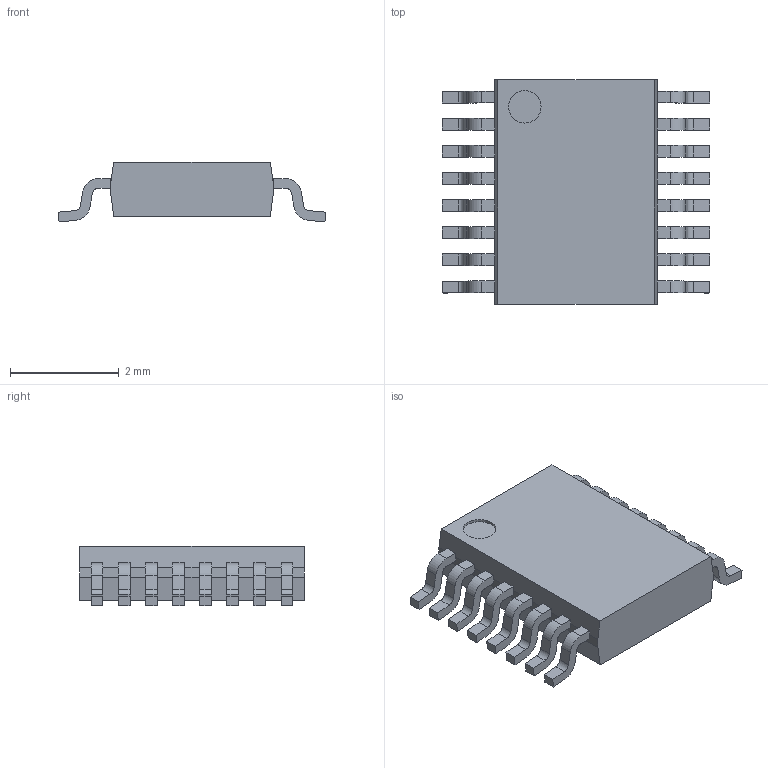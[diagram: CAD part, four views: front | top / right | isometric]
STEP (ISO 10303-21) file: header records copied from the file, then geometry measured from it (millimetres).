
FILE_DESCRIPTION(/* description */ (''),/* implementation_level */ '2;1');
FILE_NAME(/* name */ 'SOP50P490X110-17N-R175X290.stp',/* time_stamp */ '2016-02-11T15:44:35+01:00',/* author */ ('riccim'),/* organization */ (''),/* preprocessor_version */ 'ST-DEVELOPER v15.5',/* originating_system */ 'AutoCAD Mechanical',/* authorisation */ '');
FILE_SCHEMA (('AUTOMOTIVE_DESIGN { 1 0 10303 214 3 1 1 }'));
Length unit declared in the file: millimetre
Products named in the file (1): Product
Bounding box: 4.93 x 4.14 x 1.1 mm (x, y, z)
Volume: 13.1 mm3; surface area: 68.7 mm2
Topology: 18 solids, 18 shells, 247 faces, 627 edges, 418 vertices
Faces by surface type: plane 182, cylinder 65
Full cylindrical faces by diameter (mm): 0.6 x1
Entity records: 7428 total; most frequent: CARTESIAN_POINT 1292, ORIENTED_EDGE 1252, DIRECTION 1252, EDGE_CURVE 626, LINE 496, VECTOR 496, VERTEX_POINT 418, AXIS2_PLACEMENT_3D 378
